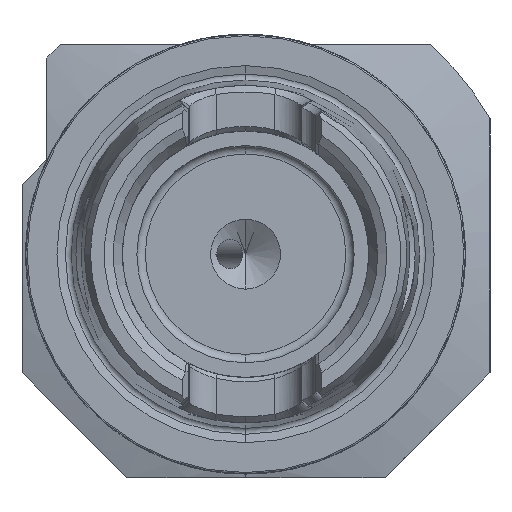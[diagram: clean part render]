
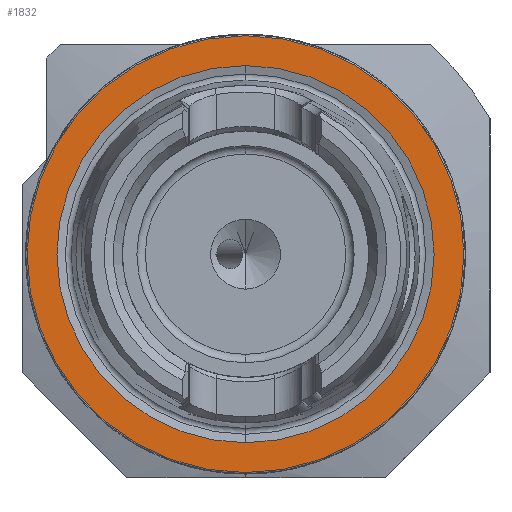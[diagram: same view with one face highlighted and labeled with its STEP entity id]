
A CAD part, left-side view. The second image highlights one B-rep face of the part: STEP entity #1832.
In plain terms, the highlighted planar face has unit normal (-1, 0, 0).
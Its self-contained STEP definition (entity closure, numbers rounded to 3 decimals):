
#138 = EDGE_LOOP ( 'NONE', ( #2022, #12526 ) ) ;
#202 = DIRECTION ( 'NONE',  ( 0., 0., 1. ) ) ;
#447 = VERTEX_POINT ( 'NONE', #7778 ) ;
#510 = CIRCLE ( 'NONE', #6867, 27. ) ;
#1450 = CARTESIAN_POINT ( 'NONE',  ( 0., 0., 31.275 ) ) ;
#1519 = CARTESIAN_POINT ( 'NONE',  ( 0., 31.275, 0. ) ) ;
#1832 = ADVANCED_FACE ( 'NONE', ( #5512, #12760 ), #9186, .F. ) ;
#2022 = ORIENTED_EDGE ( 'NONE', *, *, #11241, .T. ) ;
#2683 = VERTEX_POINT ( 'NONE', #1450 ) ;
#2967 = CIRCLE ( 'NONE', #5080, 31.275 ) ;
#3079 = VERTEX_POINT ( 'NONE', #7828 ) ;
#3618 = CARTESIAN_POINT ( 'NONE',  ( 0., 0., 0. ) ) ;
#3751 = CARTESIAN_POINT ( 'NONE',  ( 0., 0., 0. ) ) ;
#4218 = DIRECTION ( 'NONE',  ( -1., 0., 0. ) ) ;
#4611 = DIRECTION ( 'NONE',  ( 0., 0., 1. ) ) ;
#4654 = EDGE_CURVE ( 'NONE', #7563, #2683, #2967, .T. ) ;
#4751 = DIRECTION ( 'NONE',  ( 0., 0., 1. ) ) ;
#4828 = AXIS2_PLACEMENT_3D ( 'NONE', #3751, #10644, #4751 ) ;
#5080 = AXIS2_PLACEMENT_3D ( 'NONE', #6922, #7791, #202 ) ;
#5242 = DIRECTION ( 'NONE',  ( 0., 0., -1. ) ) ;
#5512 = FACE_BOUND ( 'NONE', #7328, .T. ) ;
#6867 = AXIS2_PLACEMENT_3D ( 'NONE', #3618, #10490, #4611 ) ;
#6922 = CARTESIAN_POINT ( 'NONE',  ( 0., 0., 0. ) ) ;
#6933 = CIRCLE ( 'NONE', #4828, 31.275 ) ;
#7226 = CIRCLE ( 'NONE', #11840, 27. ) ;
#7328 = EDGE_LOOP ( 'NONE', ( #7895, #10934 ) ) ;
#7563 = VERTEX_POINT ( 'NONE', #10340 ) ;
#7778 = CARTESIAN_POINT ( 'NONE',  ( 0., 0., -27. ) ) ;
#7791 = DIRECTION ( 'NONE',  ( -1., 0., 0. ) ) ;
#7828 = CARTESIAN_POINT ( 'NONE',  ( 0., 0., 27. ) ) ;
#7895 = ORIENTED_EDGE ( 'NONE', *, *, #12311, .F. ) ;
#8577 = EDGE_CURVE ( 'NONE', #447, #3079, #510, .T. ) ;
#9186 = PLANE ( 'NONE',  #9800 ) ;
#9800 = AXIS2_PLACEMENT_3D ( 'NONE', #1519, #9904, #5242 ) ;
#9904 = DIRECTION ( 'NONE',  ( 1., 0., 0. ) ) ;
#10087 = CARTESIAN_POINT ( 'NONE',  ( 0., 0., 0. ) ) ;
#10340 = CARTESIAN_POINT ( 'NONE',  ( 0., 0., -31.275 ) ) ;
#10490 = DIRECTION ( 'NONE',  ( -1., 0., 0. ) ) ;
#10644 = DIRECTION ( 'NONE',  ( -1., 0., 0. ) ) ;
#10934 = ORIENTED_EDGE ( 'NONE', *, *, #8577, .F. ) ;
#11101 = DIRECTION ( 'NONE',  ( 0., 0., 1. ) ) ;
#11241 = EDGE_CURVE ( 'NONE', #2683, #7563, #6933, .T. ) ;
#11840 = AXIS2_PLACEMENT_3D ( 'NONE', #10087, #4218, #11101 ) ;
#12311 = EDGE_CURVE ( 'NONE', #3079, #447, #7226, .T. ) ;
#12526 = ORIENTED_EDGE ( 'NONE', *, *, #4654, .T. ) ;
#12760 = FACE_OUTER_BOUND ( 'NONE', #138, .T. ) ;
